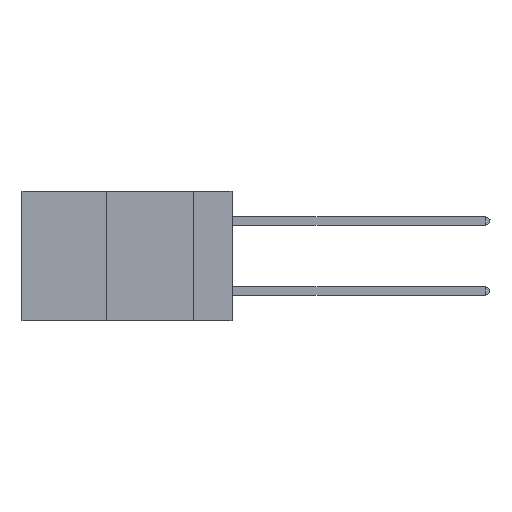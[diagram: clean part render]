
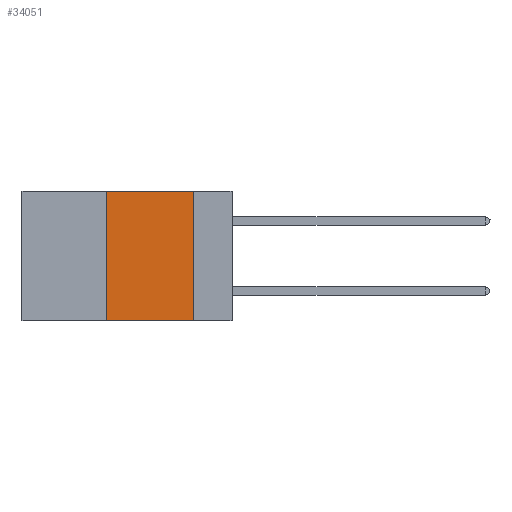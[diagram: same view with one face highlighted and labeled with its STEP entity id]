
A CAD part, left-side view. The second image highlights one B-rep face of the part: STEP entity #34051.
In plain terms, the highlighted planar face has unit normal (-1, 0, 0).
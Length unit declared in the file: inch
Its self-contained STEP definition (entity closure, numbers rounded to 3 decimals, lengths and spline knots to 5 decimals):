
#132 = DIRECTION ( 'NONE',  ( 0., -1., 0. ) ) ;
#2464 = EDGE_CURVE ( 'NONE', #16981, #3204, #12152, .T. ) ;
#2993 = EDGE_CURVE ( 'NONE', #3204, #8877, #34203, .T. ) ;
#3204 = VERTEX_POINT ( 'NONE', #36599 ) ;
#5142 = EDGE_LOOP ( 'NONE', ( #36627, #11401, #35317, #20803 ) ) ;
#7615 = AXIS2_PLACEMENT_3D ( 'NONE', #11446, #20800, #11652 ) ;
#8326 = EDGE_CURVE ( 'NONE', #8877, #20265, #17283, .T. ) ;
#8877 = VERTEX_POINT ( 'NONE', #18240 ) ;
#9129 = DIRECTION ( 'NONE',  ( 0., 0., 1. ) ) ;
#11401 = ORIENTED_EDGE ( 'NONE', *, *, #2993, .F. ) ;
#11446 = CARTESIAN_POINT ( 'NONE',  ( 0., 0.6, 0. ) ) ;
#11652 = DIRECTION ( 'NONE',  ( 0., 0., -1. ) ) ;
#12152 = LINE ( 'NONE', #36892, #35952 ) ;
#12478 = CARTESIAN_POINT ( 'NONE',  ( 0., 0.6, -0.37 ) ) ;
#13767 = VECTOR ( 'NONE', #25651, 39.37008 ) ;
#14236 = CARTESIAN_POINT ( 'NONE',  ( 0., 0.11, 0. ) ) ;
#15298 = FACE_OUTER_BOUND ( 'NONE', #5142, .T. ) ;
#16981 = VERTEX_POINT ( 'NONE', #18817 ) ;
#17283 = LINE ( 'NONE', #14236, #23315 ) ;
#18240 = CARTESIAN_POINT ( 'NONE',  ( 0., 0.11, 0. ) ) ;
#18817 = CARTESIAN_POINT ( 'NONE',  ( 0., 0.36, -0.37 ) ) ;
#20265 = VERTEX_POINT ( 'NONE', #30984 ) ;
#20800 = DIRECTION ( 'NONE',  ( 1., 0., 0. ) ) ;
#20803 = ORIENTED_EDGE ( 'NONE', *, *, #30591, .T. ) ;
#21398 = PLANE ( 'NONE',  #7615 ) ;
#23315 = VECTOR ( 'NONE', #26603, 39.37008 ) ;
#25651 = DIRECTION ( 'NONE',  ( 0., -1., 0. ) ) ;
#25683 = CARTESIAN_POINT ( 'NONE',  ( 0., 0.6, 0. ) ) ;
#26603 = DIRECTION ( 'NONE',  ( 0., 0., -1. ) ) ;
#30591 = EDGE_CURVE ( 'NONE', #16981, #20265, #30728, .T. ) ;
#30728 = LINE ( 'NONE', #12478, #13767 ) ;
#30984 = CARTESIAN_POINT ( 'NONE',  ( 0., 0.11, -0.37 ) ) ;
#31436 = VECTOR ( 'NONE', #132, 39.37008 ) ;
#34051 = ADVANCED_FACE ( 'NONE', ( #15298 ), #21398, .F. ) ;
#34203 = LINE ( 'NONE', #25683, #31436 ) ;
#35317 = ORIENTED_EDGE ( 'NONE', *, *, #2464, .F. ) ;
#35952 = VECTOR ( 'NONE', #9129, 39.37008 ) ;
#36599 = CARTESIAN_POINT ( 'NONE',  ( 0., 0.36, 0. ) ) ;
#36627 = ORIENTED_EDGE ( 'NONE', *, *, #8326, .F. ) ;
#36892 = CARTESIAN_POINT ( 'NONE',  ( 0., 0.36, 0. ) ) ;
